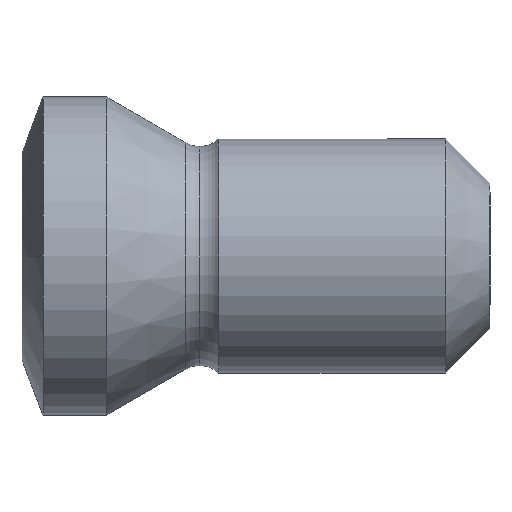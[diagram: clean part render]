
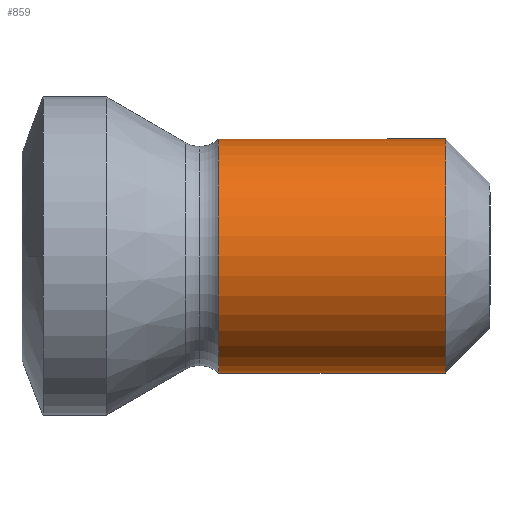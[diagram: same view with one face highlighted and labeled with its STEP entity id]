
A CAD part, front view. The second image highlights one B-rep face of the part: STEP entity #859.
In plain terms, the highlighted cylindrical face has radius 1.25 mm (diameter 2.5 mm), a partial arc.
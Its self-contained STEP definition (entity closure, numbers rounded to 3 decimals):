
#10 = CYLINDRICAL_SURFACE ( 'NONE', #764, 1.25 ) ;
#29 = DIRECTION ( 'NONE',  ( -1., 0., 0. ) ) ;
#157 = LINE ( 'NONE', #862, #350 ) ;
#161 = EDGE_CURVE ( 'NONE', #815, #498, #456, .T. ) ;
#220 = FACE_OUTER_BOUND ( 'NONE', #742, .T. ) ;
#255 = CARTESIAN_POINT ( 'NONE',  ( 4.525, 0., 0. ) ) ;
#260 = DIRECTION ( 'NONE',  ( -1., 0., 0. ) ) ;
#296 = AXIS2_PLACEMENT_3D ( 'NONE', #452, #29, #640 ) ;
#350 = VECTOR ( 'NONE', #870, 1000. ) ;
#422 = ORIENTED_EDGE ( 'NONE', *, *, #161, .F. ) ;
#452 = CARTESIAN_POINT ( 'NONE',  ( 2.1, 0., 0. ) ) ;
#456 = CIRCLE ( 'NONE', #296, 1.25 ) ;
#481 = EDGE_CURVE ( 'NONE', #569, #815, #157, .T. ) ;
#498 = VERTEX_POINT ( 'NONE', #866 ) ;
#517 = DIRECTION ( 'NONE',  ( -1., 0., 0. ) ) ;
#519 = ORIENTED_EDGE ( 'NONE', *, *, #762, .T. ) ;
#529 = AXIS2_PLACEMENT_3D ( 'NONE', #255, #260, #880 ) ;
#569 = VERTEX_POINT ( 'NONE', #1071 ) ;
#618 = VECTOR ( 'NONE', #517, 1000. ) ;
#640 = DIRECTION ( 'NONE',  ( 0., 0., 1. ) ) ;
#642 = VERTEX_POINT ( 'NONE', #917 ) ;
#677 = LINE ( 'NONE', #714, #618 ) ;
#714 = CARTESIAN_POINT ( 'NONE',  ( -1.163, 0., 1.25 ) ) ;
#742 = EDGE_LOOP ( 'NONE', ( #1087, #519, #814, #422 ) ) ;
#745 = CIRCLE ( 'NONE', #529, 1.25 ) ;
#762 = EDGE_CURVE ( 'NONE', #569, #642, #745, .T. ) ;
#764 = AXIS2_PLACEMENT_3D ( 'NONE', #944, #1134, #1041 ) ;
#795 = CARTESIAN_POINT ( 'NONE',  ( 2.1, 0., -1.25 ) ) ;
#797 = EDGE_CURVE ( 'NONE', #642, #498, #677, .T. ) ;
#814 = ORIENTED_EDGE ( 'NONE', *, *, #797, .T. ) ;
#815 = VERTEX_POINT ( 'NONE', #795 ) ;
#859 = ADVANCED_FACE ( 'NONE', ( #220 ), #10, .T. ) ;
#862 = CARTESIAN_POINT ( 'NONE',  ( -1.163, 0., -1.25 ) ) ;
#866 = CARTESIAN_POINT ( 'NONE',  ( 2.1, 0., 1.25 ) ) ;
#870 = DIRECTION ( 'NONE',  ( -1., 0., 0. ) ) ;
#880 = DIRECTION ( 'NONE',  ( 0., 0., 1. ) ) ;
#917 = CARTESIAN_POINT ( 'NONE',  ( 4.525, 0., 1.25 ) ) ;
#944 = CARTESIAN_POINT ( 'NONE',  ( -1.163, 0., 0. ) ) ;
#1041 = DIRECTION ( 'NONE',  ( 0., 0., 1. ) ) ;
#1071 = CARTESIAN_POINT ( 'NONE',  ( 4.525, 0., -1.25 ) ) ;
#1087 = ORIENTED_EDGE ( 'NONE', *, *, #481, .F. ) ;
#1134 = DIRECTION ( 'NONE',  ( -1., 0., 0. ) ) ;
